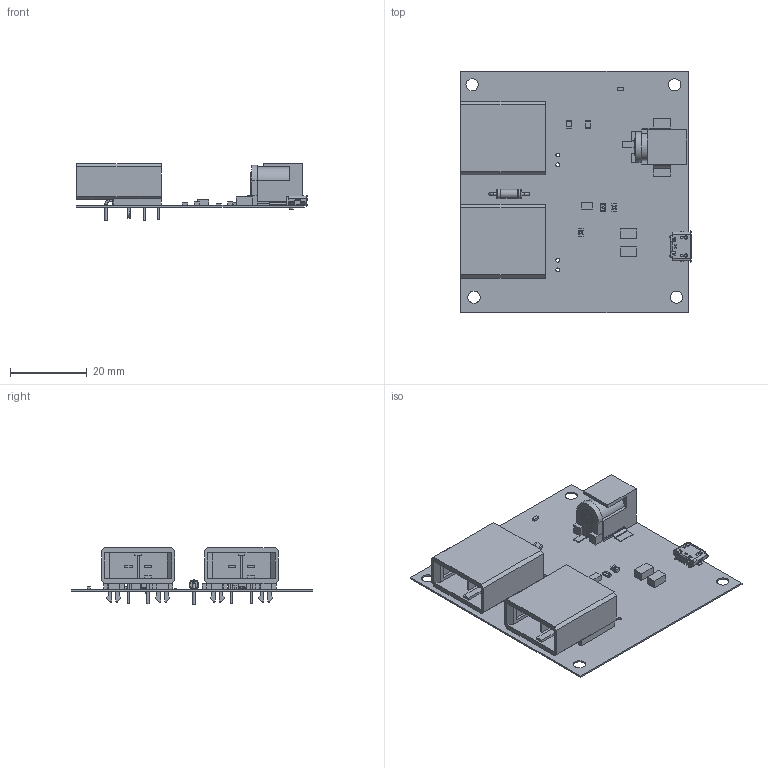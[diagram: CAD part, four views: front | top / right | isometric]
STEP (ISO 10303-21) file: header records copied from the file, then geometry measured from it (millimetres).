
FILE_DESCRIPTION(('Open CASCADE Model'),'2;1');
FILE_NAME('Open CASCADE Shape Model','2024-08-24T18:09:05',('Author'),( 'Open CASCADE'),'Open CASCADE STEP processor 7.5','Open CASCADE 7.5' ,'Unknown');
FILE_SCHEMA(('AUTOMOTIVE_DESIGN { 1 0 10303 214 1 1 1 1 }'));
Length unit declared in the file: millimetre
Products named in the file (49): PCB; Board; Open CASCADE STEP translator 7.5 2.1.1; U1; 7079034048; Extruded; R4; 7378725376; 7081088720; R3; R2; Res_Vishay_MRS25-1K5_eec; 1; 2; Vishay; R1; Res_Vishay_CRCW0805100KFKEA_eec; body; pad; top; LED2; 7396030240; J6; Conn_Switchcraft_RASM722PTR13X_eec; J3; c-0179276-12-b-3d; J2; 1050170001; Open CASCADE STEP translator 7.5 2.10.1.1; Open CASCADE STEP translator 7.5 2.10.1.2; J1; D2; 7393045280; D1; C2; Cap_Yageo_CC0805KKX7R7BB105_eec; Assem1; Pin; logo; C1
Assembly tree (57 placements, depth 5):
  PCB
    Board
      Open CASCADE STEP translator 7.5 2.1.1
    U1
      7079034048
        Extruded
    R4
      7378725376  x2
        Extruded
      7081088720
        Extruded
    R3
      7378725376  x2
        Extruded
      7081088720
        Extruded
    R2
      Res_Vishay_MRS25-1K5_eec
        1
        2
        Vishay
    R1
      Res_Vishay_CRCW0805100KFKEA_eec
        body
        pad  x2
        top  x2
        Vishay
    LED2
      7396030240
        Extruded
    J6
      Conn_Switchcraft_RASM722PTR13X_eec
      Conn_Switchcraft_RASM722PTR13X_eec
      Conn_Switchcraft_RASM722PTR13X_eec
      Conn_Switchcraft_RASM722PTR13X_eec
    J3
      c-0179276-12-b-3d
    J2
      1050170001
        Open CASCADE STEP translator 7.5 2.10.1.1
        Open CASCADE STEP translator 7.5 2.10.1.2
    J1
      c-0179276-12-b-3d
    D2
      7393045280
        Extruded
    D1
      7393045280
        Extruded
    C2
      Cap_Yageo_CC0805KKX7R7BB105_eec
        Assem1
          body
          Pin
          logo
    C1
      Cap_Yageo_CC0805KKX7R7BB105_eec
        Assem1
          body
          Pin
Bounding box: 60.29 x 62.99 x 15 mm (x, y, z)
Volume: 7375.8 mm3; surface area: 15178.5 mm2
Topology: 84 solids, 84 shells, 1778 faces, 4637 edges, 3079 vertices
Faces by surface type: plane 1202, cylinder 355, bspline 110, sphere 68, torus 42, cone 1
Full cylindrical faces by diameter (mm): 0.6 x4, 0.75 x2, 0.85 x2, 1 x1, 1.016 x4, 1.1 x4, 1.78 x1, 1.93 x1, 2.335 x1, 2.5 x2, 3 x4, 3.2 x4, 3.842 x1, 6.3 x1
Entity records: 45372 total; most frequent: CARTESIAN_POINT 10218, ORIENTED_EDGE 6804, DIRECTION 6459, EDGE_CURVE 3402, LINE 2703, VECTOR 2703, VERTEX_POINT 2204, AXIS2_PLACEMENT_3D 1878
